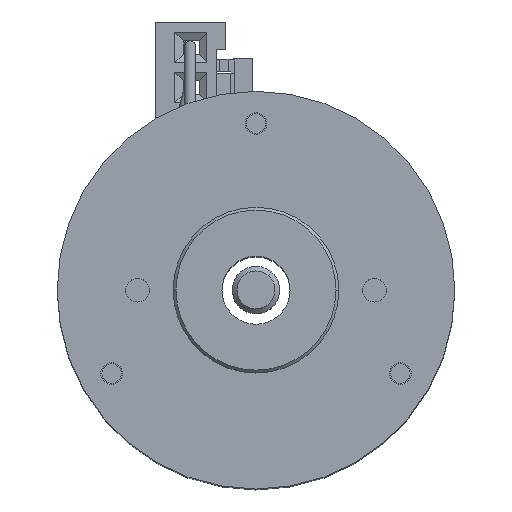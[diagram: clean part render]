
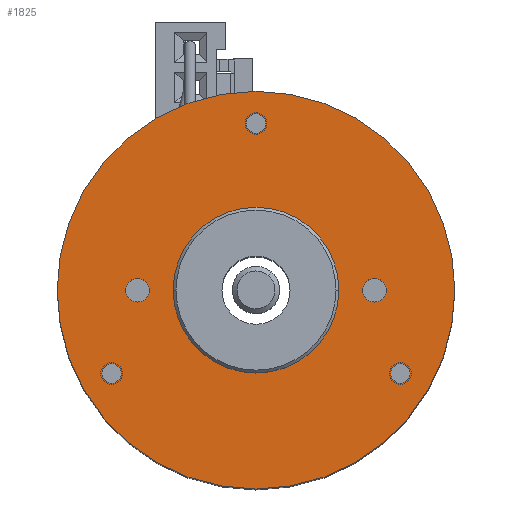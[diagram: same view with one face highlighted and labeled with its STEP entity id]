
A CAD part, top view. The second image highlights one B-rep face of the part: STEP entity #1825.
In plain terms, the highlighted planar face has unit normal (0, 0, 1).
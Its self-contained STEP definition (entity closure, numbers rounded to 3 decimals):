
#416 = CIRCLE ( 'NONE', #5233, 1.025 ) ;
#430 = CIRCLE ( 'NONE', #5234, 1.25 ) ;
#432 = CIRCLE ( 'NONE', #5236, 1.25 ) ;
#433 = CIRCLE ( 'NONE', #5239, 1.025 ) ;
#435 = CIRCLE ( 'NONE', #5241, 1.025 ) ;
#438 = CIRCLE ( 'NONE', #5242, 21. ) ;
#442 = CIRCLE ( 'NONE', #5246, 8.75 ) ;
#459 = CIRCLE ( 'NONE', #5254, 8.75 ) ;
#465 = CIRCLE ( 'NONE', #5257, 21. ) ;
#474 = CIRCLE ( 'NONE', #5259, 1.025 ) ;
#480 = CIRCLE ( 'NONE', #5261, 1.025 ) ;
#483 = CIRCLE ( 'NONE', #5262, 1.25 ) ;
#489 = CIRCLE ( 'NONE', #5264, 1.25 ) ;
#491 = CIRCLE ( 'NONE', #5267, 1.025 ) ;
#1275 = ORIENTED_EDGE ( 'NONE', *, *, #4872, .F. ) ;
#1276 = ORIENTED_EDGE ( 'NONE', *, *, #4917, .F. ) ;
#1277 = ORIENTED_EDGE ( 'NONE', *, *, #4874, .F. ) ;
#1278 = ORIENTED_EDGE ( 'NONE', *, *, #4913, .F. ) ;
#1279 = ORIENTED_EDGE ( 'NONE', *, *, #4911, .F. ) ;
#1280 = ORIENTED_EDGE ( 'NONE', *, *, #4877, .F. ) ;
#1281 = ORIENTED_EDGE ( 'NONE', *, *, #4907, .F. ) ;
#1282 = ORIENTED_EDGE ( 'NONE', *, *, #4879, .F. ) ;
#1283 = ORIENTED_EDGE ( 'NONE', *, *, #4922, .F. ) ;
#1284 = ORIENTED_EDGE ( 'NONE', *, *, #4871, .F. ) ;
#1285 = ORIENTED_EDGE ( 'NONE', *, *, #4880, .T. ) ;
#1286 = ORIENTED_EDGE ( 'NONE', *, *, #4903, .T. ) ;
#1287 = ORIENTED_EDGE ( 'NONE', *, *, #4884, .F. ) ;
#1288 = ORIENTED_EDGE ( 'NONE', *, *, #4897, .F. ) ;
#1825 = ADVANCED_FACE ( 'NONE', ( #7366, #7367, #7358, #7361, #7365, #7368, #7369 ), #9204, .T. ) ;
#2814 = CARTESIAN_POINT ( 'NONE',  ( -12.496, 12.12, 30. ) ) ;
#2815 = DIRECTION ( 'NONE',  ( 0., 0., 1. ) ) ;
#2816 = DIRECTION ( 'NONE',  ( 1., 0., 0. ) ) ;
#4871 = EDGE_CURVE ( 'NONE', #7278, #7277, #416, .T. ) ;
#4872 = EDGE_CURVE ( 'NONE', #7288, #7287, #430, .T. ) ;
#4874 = EDGE_CURVE ( 'NONE', #7292, #7291, #432, .T. ) ;
#4877 = EDGE_CURVE ( 'NONE', #7290, #7289, #433, .T. ) ;
#4879 = EDGE_CURVE ( 'NONE', #7294, #7293, #435, .T. ) ;
#4880 = EDGE_CURVE ( 'NONE', #7298, #7297, #438, .T. ) ;
#4884 = EDGE_CURVE ( 'NONE', #7308, #7307, #442, .T. ) ;
#4897 = EDGE_CURVE ( 'NONE', #7307, #7308, #459, .T. ) ;
#4903 = EDGE_CURVE ( 'NONE', #7297, #7298, #465, .T. ) ;
#4907 = EDGE_CURVE ( 'NONE', #7293, #7294, #474, .T. ) ;
#4911 = EDGE_CURVE ( 'NONE', #7289, #7290, #480, .T. ) ;
#4913 = EDGE_CURVE ( 'NONE', #7291, #7292, #483, .T. ) ;
#4917 = EDGE_CURVE ( 'NONE', #7287, #7288, #489, .T. ) ;
#4922 = EDGE_CURVE ( 'NONE', #7277, #7278, #491, .T. ) ;
#5021 = AXIS2_PLACEMENT_3D ( 'NONE', #9202, #9210, #9201 ) ;
#5233 = AXIS2_PLACEMENT_3D ( 'NONE', #2814, #2815, #2816 ) ;
#5234 = AXIS2_PLACEMENT_3D ( 'NONE', #12400, #12401, #12402 ) ;
#5236 = AXIS2_PLACEMENT_3D ( 'NONE', #12406, #12407, #12408 ) ;
#5239 = AXIS2_PLACEMENT_3D ( 'NONE', #12415, #12416, #12417 ) ;
#5241 = AXIS2_PLACEMENT_3D ( 'NONE', #12421, #12422, #12423 ) ;
#5242 = AXIS2_PLACEMENT_3D ( 'NONE', #12424, #12425, #12426 ) ;
#5246 = AXIS2_PLACEMENT_3D ( 'NONE', #12436, #12437, #12438 ) ;
#5254 = AXIS2_PLACEMENT_3D ( 'NONE', #12474, #12475, #12476 ) ;
#5257 = AXIS2_PLACEMENT_3D ( 'NONE', #12488, #12489, #12490 ) ;
#5259 = AXIS2_PLACEMENT_3D ( 'NONE', #12498, #12499, #12500 ) ;
#5261 = AXIS2_PLACEMENT_3D ( 'NONE', #12508, #12509, #12510 ) ;
#5262 = AXIS2_PLACEMENT_3D ( 'NONE', #12514, #12515, #12516 ) ;
#5264 = AXIS2_PLACEMENT_3D ( 'NONE', #12524, #12525, #12526 ) ;
#5267 = AXIS2_PLACEMENT_3D ( 'NONE', #12535, #12536, #12537 ) ;
#7277 = VERTEX_POINT ( 'NONE', #12384 ) ;
#7278 = VERTEX_POINT ( 'NONE', #12385 ) ;
#7287 = VERTEX_POINT ( 'NONE', #12394 ) ;
#7288 = VERTEX_POINT ( 'NONE', #12395 ) ;
#7289 = VERTEX_POINT ( 'NONE', #12396 ) ;
#7290 = VERTEX_POINT ( 'NONE', #12397 ) ;
#7291 = VERTEX_POINT ( 'NONE', #12398 ) ;
#7292 = VERTEX_POINT ( 'NONE', #12399 ) ;
#7293 = VERTEX_POINT ( 'NONE', #12611 ) ;
#7294 = VERTEX_POINT ( 'NONE', #8584 ) ;
#7297 = VERTEX_POINT ( 'NONE', #8587 ) ;
#7298 = VERTEX_POINT ( 'NONE', #8588 ) ;
#7307 = VERTEX_POINT ( 'NONE', #8597 ) ;
#7308 = VERTEX_POINT ( 'NONE', #8598 ) ;
#7358 = FACE_BOUND ( 'NONE', #10597, .T. ) ;
#7361 = FACE_BOUND ( 'NONE', #10595, .T. ) ;
#7365 = FACE_BOUND ( 'NONE', #10591, .T. ) ;
#7366 = FACE_BOUND ( 'NONE', #10607, .T. ) ;
#7367 = FACE_BOUND ( 'NONE', #10593, .T. ) ;
#7368 = FACE_OUTER_BOUND ( 'NONE', #10588, .T. ) ;
#7369 = FACE_BOUND ( 'NONE', #10586, .T. ) ;
#8584 = CARTESIAN_POINT ( 'NONE',  ( 3.771, -14.28, 30. ) ) ;
#8587 = CARTESIAN_POINT ( 'NONE',  ( 8.504, -5.48, 30. ) ) ;
#8588 = CARTESIAN_POINT ( 'NONE',  ( -33.496, -5.48, 30. ) ) ;
#8597 = CARTESIAN_POINT ( 'NONE',  ( -3.746, -5.48, 30. ) ) ;
#8598 = CARTESIAN_POINT ( 'NONE',  ( -21.246, -5.48, 30. ) ) ;
#9201 = DIRECTION ( 'NONE',  ( 1., 0., 0. ) ) ;
#9202 = CARTESIAN_POINT ( 'NONE',  ( -12.496, -5.48, 30. ) ) ;
#9204 = PLANE ( 'NONE',  #5021 ) ;
#9210 = DIRECTION ( 'NONE',  ( 0., 0., 1. ) ) ;
#10586 = EDGE_LOOP ( 'NONE', ( #1287, #1288 ) ) ;
#10588 = EDGE_LOOP ( 'NONE', ( #1285, #1286 ) ) ;
#10591 = EDGE_LOOP ( 'NONE', ( #1283, #1284 ) ) ;
#10593 = EDGE_LOOP ( 'NONE', ( #1277, #1278 ) ) ;
#10595 = EDGE_LOOP ( 'NONE', ( #1281, #1282 ) ) ;
#10597 = EDGE_LOOP ( 'NONE', ( #1279, #1280 ) ) ;
#10607 = EDGE_LOOP ( 'NONE', ( #1275, #1276 ) ) ;
#12384 = CARTESIAN_POINT ( 'NONE',  ( -13.521, 12.12, 30. ) ) ;
#12385 = CARTESIAN_POINT ( 'NONE',  ( -11.471, 12.12, 30. ) ) ;
#12394 = CARTESIAN_POINT ( 'NONE',  ( -26.246, -5.48, 30. ) ) ;
#12395 = CARTESIAN_POINT ( 'NONE',  ( -23.746, -5.48, 30. ) ) ;
#12396 = CARTESIAN_POINT ( 'NONE',  ( -28.763, -14.28, 30. ) ) ;
#12397 = CARTESIAN_POINT ( 'NONE',  ( -26.713, -14.28, 30. ) ) ;
#12398 = CARTESIAN_POINT ( 'NONE',  ( -1.246, -5.48, 30. ) ) ;
#12399 = CARTESIAN_POINT ( 'NONE',  ( 1.254, -5.48, 30. ) ) ;
#12400 = CARTESIAN_POINT ( 'NONE',  ( -24.996, -5.48, 30. ) ) ;
#12401 = DIRECTION ( 'NONE',  ( 0., 0., 1. ) ) ;
#12402 = DIRECTION ( 'NONE',  ( 1., 0., 0. ) ) ;
#12406 = CARTESIAN_POINT ( 'NONE',  ( 0.004, -5.48, 30. ) ) ;
#12407 = DIRECTION ( 'NONE',  ( 0., 0., 1. ) ) ;
#12408 = DIRECTION ( 'NONE',  ( 1., 0., 0. ) ) ;
#12415 = CARTESIAN_POINT ( 'NONE',  ( -27.738, -14.28, 30. ) ) ;
#12416 = DIRECTION ( 'NONE',  ( 0., 0., 1. ) ) ;
#12417 = DIRECTION ( 'NONE',  ( 1., 0., 0. ) ) ;
#12421 = CARTESIAN_POINT ( 'NONE',  ( 2.746, -14.28, 30. ) ) ;
#12422 = DIRECTION ( 'NONE',  ( 0., 0., 1. ) ) ;
#12423 = DIRECTION ( 'NONE',  ( 1., 0., 0. ) ) ;
#12424 = CARTESIAN_POINT ( 'NONE',  ( -12.496, -5.48, 30. ) ) ;
#12425 = DIRECTION ( 'NONE',  ( 0., 0., 1. ) ) ;
#12426 = DIRECTION ( 'NONE',  ( 1., 0., 0. ) ) ;
#12436 = CARTESIAN_POINT ( 'NONE',  ( -12.496, -5.48, 30. ) ) ;
#12437 = DIRECTION ( 'NONE',  ( 0., 0., 1. ) ) ;
#12438 = DIRECTION ( 'NONE',  ( 1., 0., 0. ) ) ;
#12474 = CARTESIAN_POINT ( 'NONE',  ( -12.496, -5.48, 30. ) ) ;
#12475 = DIRECTION ( 'NONE',  ( 0., 0., 1. ) ) ;
#12476 = DIRECTION ( 'NONE',  ( 1., 0., 0. ) ) ;
#12488 = CARTESIAN_POINT ( 'NONE',  ( -12.496, -5.48, 30. ) ) ;
#12489 = DIRECTION ( 'NONE',  ( 0., 0., 1. ) ) ;
#12490 = DIRECTION ( 'NONE',  ( 1., 0., 0. ) ) ;
#12498 = CARTESIAN_POINT ( 'NONE',  ( 2.746, -14.28, 30. ) ) ;
#12499 = DIRECTION ( 'NONE',  ( 0., 0., 1. ) ) ;
#12500 = DIRECTION ( 'NONE',  ( 1., 0., 0. ) ) ;
#12508 = CARTESIAN_POINT ( 'NONE',  ( -27.738, -14.28, 30. ) ) ;
#12509 = DIRECTION ( 'NONE',  ( 0., 0., 1. ) ) ;
#12510 = DIRECTION ( 'NONE',  ( 1., 0., 0. ) ) ;
#12514 = CARTESIAN_POINT ( 'NONE',  ( 0.004, -5.48, 30. ) ) ;
#12515 = DIRECTION ( 'NONE',  ( 0., 0., 1. ) ) ;
#12516 = DIRECTION ( 'NONE',  ( 1., 0., 0. ) ) ;
#12524 = CARTESIAN_POINT ( 'NONE',  ( -24.996, -5.48, 30. ) ) ;
#12525 = DIRECTION ( 'NONE',  ( 0., 0., 1. ) ) ;
#12526 = DIRECTION ( 'NONE',  ( 1., 0., 0. ) ) ;
#12535 = CARTESIAN_POINT ( 'NONE',  ( -12.496, 12.12, 30. ) ) ;
#12536 = DIRECTION ( 'NONE',  ( 0., 0., 1. ) ) ;
#12537 = DIRECTION ( 'NONE',  ( 1., 0., 0. ) ) ;
#12611 = CARTESIAN_POINT ( 'NONE',  ( 1.721, -14.28, 30. ) ) ;
